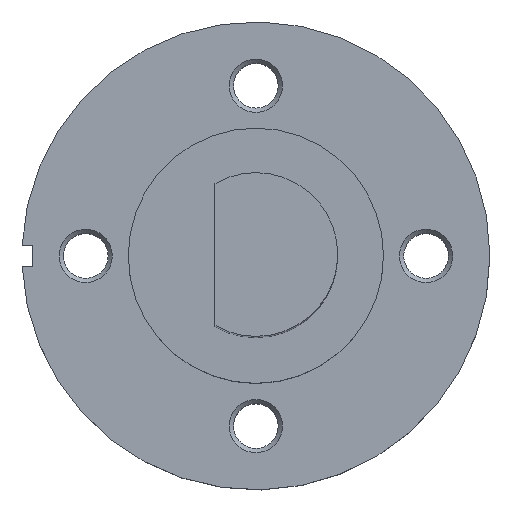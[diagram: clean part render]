
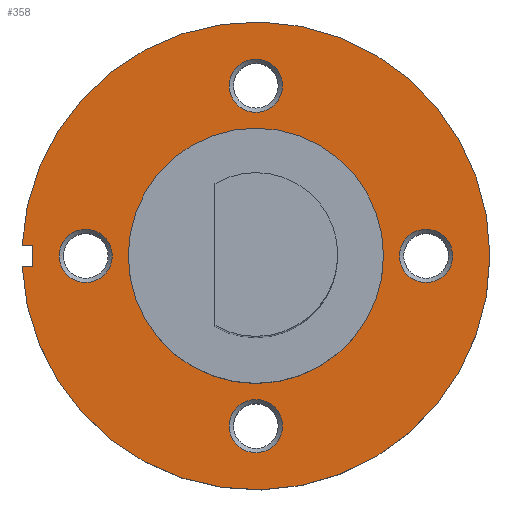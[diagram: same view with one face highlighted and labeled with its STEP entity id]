
A CAD part, top view. The second image highlights one B-rep face of the part: STEP entity #358.
In plain terms, the highlighted planar face has unit normal (0, 0, 1).
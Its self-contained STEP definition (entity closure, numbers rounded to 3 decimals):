
#26=FACE_BOUND('',#87,.T.);
#27=FACE_BOUND('',#88,.T.);
#28=FACE_BOUND('',#89,.T.);
#29=FACE_BOUND('',#90,.T.);
#30=FACE_BOUND('',#91,.T.);
#36=CIRCLE('',#398,11.);
#37=CIRCLE('',#399,1.25);
#38=CIRCLE('',#400,1.25);
#39=CIRCLE('',#401,1.25);
#40=CIRCLE('',#402,1.25);
#41=CIRCLE('',#403,1.25);
#42=CIRCLE('',#404,1.25);
#43=CIRCLE('',#405,1.25);
#44=CIRCLE('',#406,1.25);
#45=CIRCLE('',#407,6.);
#46=CIRCLE('',#408,6.);
#67=FACE_OUTER_BOUND('',#86,.T.);
#86=EDGE_LOOP('',(#257,#258,#259,#260));
#87=EDGE_LOOP('',(#261,#262));
#88=EDGE_LOOP('',(#263,#264));
#89=EDGE_LOOP('',(#265,#266));
#90=EDGE_LOOP('',(#267,#268));
#91=EDGE_LOOP('',(#269,#270));
#113=LINE('',#566,#136);
#119=LINE('',#578,#142);
#120=LINE('',#580,#143);
#136=VECTOR('',#446,10.);
#142=VECTOR('',#454,10.);
#143=VECTOR('',#457,10.);
#158=VERTEX_POINT('',#562);
#160=VERTEX_POINT('',#565);
#163=VERTEX_POINT('',#572);
#165=VERTEX_POINT('',#576);
#166=VERTEX_POINT('',#584);
#167=VERTEX_POINT('',#585);
#168=VERTEX_POINT('',#588);
#169=VERTEX_POINT('',#589);
#170=VERTEX_POINT('',#592);
#171=VERTEX_POINT('',#593);
#172=VERTEX_POINT('',#596);
#173=VERTEX_POINT('',#597);
#174=VERTEX_POINT('',#600);
#175=VERTEX_POINT('',#601);
#195=EDGE_CURVE('',#160,#158,#113,.T.);
#201=EDGE_CURVE('',#163,#165,#119,.T.);
#202=EDGE_CURVE('',#165,#160,#120,.T.);
#204=EDGE_CURVE('',#158,#163,#36,.T.);
#205=EDGE_CURVE('',#166,#167,#37,.T.);
#206=EDGE_CURVE('',#167,#166,#38,.T.);
#207=EDGE_CURVE('',#168,#169,#39,.T.);
#208=EDGE_CURVE('',#169,#168,#40,.T.);
#209=EDGE_CURVE('',#170,#171,#41,.T.);
#210=EDGE_CURVE('',#171,#170,#42,.T.);
#211=EDGE_CURVE('',#172,#173,#43,.T.);
#212=EDGE_CURVE('',#173,#172,#44,.T.);
#213=EDGE_CURVE('',#174,#175,#45,.T.);
#214=EDGE_CURVE('',#175,#174,#46,.T.);
#257=ORIENTED_EDGE('',*,*,#201,.T.);
#258=ORIENTED_EDGE('',*,*,#202,.T.);
#259=ORIENTED_EDGE('',*,*,#195,.T.);
#260=ORIENTED_EDGE('',*,*,#204,.T.);
#261=ORIENTED_EDGE('',*,*,#205,.T.);
#262=ORIENTED_EDGE('',*,*,#206,.T.);
#263=ORIENTED_EDGE('',*,*,#207,.T.);
#264=ORIENTED_EDGE('',*,*,#208,.T.);
#265=ORIENTED_EDGE('',*,*,#209,.T.);
#266=ORIENTED_EDGE('',*,*,#210,.T.);
#267=ORIENTED_EDGE('',*,*,#211,.T.);
#268=ORIENTED_EDGE('',*,*,#212,.T.);
#269=ORIENTED_EDGE('',*,*,#213,.T.);
#270=ORIENTED_EDGE('',*,*,#214,.T.);
#350=PLANE('',#397);
#358=ADVANCED_FACE('',(#67,#26,#27,#28,#29,#30),#350,.T.);
#397=AXIS2_PLACEMENT_3D('',#582,#459,#460);
#398=AXIS2_PLACEMENT_3D('',#583,#461,#462);
#399=AXIS2_PLACEMENT_3D('',#586,#463,#464);
#400=AXIS2_PLACEMENT_3D('',#587,#465,#466);
#401=AXIS2_PLACEMENT_3D('',#590,#467,#468);
#402=AXIS2_PLACEMENT_3D('',#591,#469,#470);
#403=AXIS2_PLACEMENT_3D('',#594,#471,#472);
#404=AXIS2_PLACEMENT_3D('',#595,#473,#474);
#405=AXIS2_PLACEMENT_3D('',#598,#475,#476);
#406=AXIS2_PLACEMENT_3D('',#599,#477,#478);
#407=AXIS2_PLACEMENT_3D('',#602,#479,#480);
#408=AXIS2_PLACEMENT_3D('',#603,#481,#482);
#446=DIRECTION('',(-1.,0.,0.));
#454=DIRECTION('',(1.,0.,0.));
#457=DIRECTION('',(0.,-1.,0.));
#459=DIRECTION('center_axis',(0.,0.,1.));
#460=DIRECTION('ref_axis',(1.,0.,0.));
#461=DIRECTION('center_axis',(0.,0.,1.));
#462=DIRECTION('ref_axis',(1.,0.,0.));
#463=DIRECTION('center_axis',(0.,0.,-1.));
#464=DIRECTION('ref_axis',(1.,0.,0.));
#465=DIRECTION('center_axis',(0.,0.,-1.));
#466=DIRECTION('ref_axis',(1.,0.,0.));
#467=DIRECTION('center_axis',(0.,0.,-1.));
#468=DIRECTION('ref_axis',(1.,0.,0.));
#469=DIRECTION('center_axis',(0.,0.,-1.));
#470=DIRECTION('ref_axis',(1.,0.,0.));
#471=DIRECTION('center_axis',(0.,0.,-1.));
#472=DIRECTION('ref_axis',(1.,0.,0.));
#473=DIRECTION('center_axis',(0.,0.,-1.));
#474=DIRECTION('ref_axis',(1.,0.,0.));
#475=DIRECTION('center_axis',(0.,0.,-1.));
#476=DIRECTION('ref_axis',(1.,0.,0.));
#477=DIRECTION('center_axis',(0.,0.,-1.));
#478=DIRECTION('ref_axis',(1.,0.,0.));
#479=DIRECTION('center_axis',(0.,0.,-1.));
#480=DIRECTION('ref_axis',(1.,0.,0.));
#481=DIRECTION('center_axis',(0.,0.,-1.));
#482=DIRECTION('ref_axis',(1.,0.,0.));
#562=CARTESIAN_POINT('',(-10.989,-0.5,4.));
#565=CARTESIAN_POINT('',(-10.5,-0.5,4.));
#566=CARTESIAN_POINT('',(-5.5,-0.5,4.));
#572=CARTESIAN_POINT('',(-10.989,0.5,4.));
#576=CARTESIAN_POINT('',(-10.5,0.5,4.));
#578=CARTESIAN_POINT('',(-5.5,0.5,4.));
#580=CARTESIAN_POINT('',(-10.5,0.,4.));
#582=CARTESIAN_POINT('Origin',(0.,0.,4.));
#583=CARTESIAN_POINT('Origin',(0.,0.,4.));
#584=CARTESIAN_POINT('',(1.25,-8.,4.));
#585=CARTESIAN_POINT('',(-1.25,-8.,4.));
#586=CARTESIAN_POINT('Origin',(0.,-8.,4.));
#587=CARTESIAN_POINT('Origin',(0.,-8.,4.));
#588=CARTESIAN_POINT('',(-6.75,0.,4.));
#589=CARTESIAN_POINT('',(-9.25,0.,4.));
#590=CARTESIAN_POINT('Origin',(-8.,0.,4.));
#591=CARTESIAN_POINT('Origin',(-8.,0.,4.));
#592=CARTESIAN_POINT('',(1.25,8.,4.));
#593=CARTESIAN_POINT('',(-1.25,8.,4.));
#594=CARTESIAN_POINT('Origin',(0.,8.,4.));
#595=CARTESIAN_POINT('Origin',(0.,8.,4.));
#596=CARTESIAN_POINT('',(9.25,0.,4.));
#597=CARTESIAN_POINT('',(6.75,0.,4.));
#598=CARTESIAN_POINT('Origin',(8.,0.,4.));
#599=CARTESIAN_POINT('Origin',(8.,0.,4.));
#600=CARTESIAN_POINT('',(6.,0.,4.));
#601=CARTESIAN_POINT('',(-6.,0.,4.));
#602=CARTESIAN_POINT('Origin',(0.,0.,4.));
#603=CARTESIAN_POINT('Origin',(0.,0.,4.));
